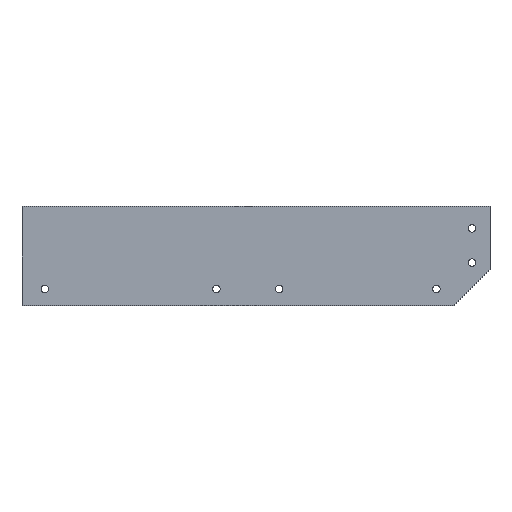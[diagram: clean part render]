
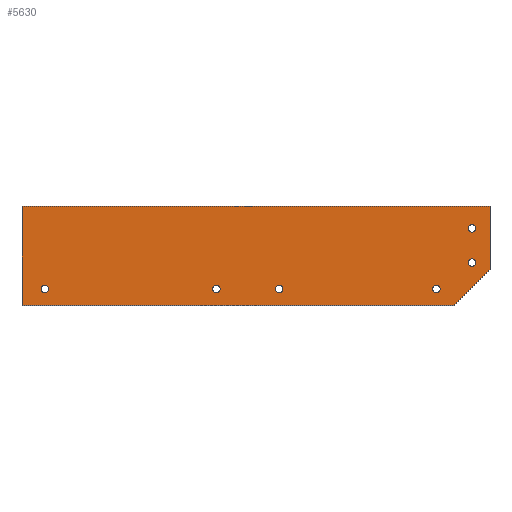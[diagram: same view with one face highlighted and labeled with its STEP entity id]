
A CAD part, top view. The second image highlights one B-rep face of the part: STEP entity #5630.
In plain terms, the highlighted planar face has unit normal (0, 0, 1).
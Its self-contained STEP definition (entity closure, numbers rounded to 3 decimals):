
#27=CIRCLE('',#5762,2.1);
#28=CIRCLE('',#5764,2.1);
#29=CIRCLE('',#5766,2.1);
#30=CIRCLE('',#5768,2.1);
#31=CIRCLE('',#5770,2.1);
#32=CIRCLE('',#5772,2.1);
#46=FACE_BOUND('',#751,.T.);
#47=FACE_BOUND('',#752,.T.);
#48=FACE_BOUND('',#753,.T.);
#49=FACE_BOUND('',#754,.T.);
#50=FACE_BOUND('',#755,.T.);
#51=FACE_BOUND('',#756,.T.);
#157=PLANE('',#5778);
#447=FACE_OUTER_BOUND('',#750,.T.);
#750=EDGE_LOOP('',(#5150,#5151,#5152,#5153,#5154));
#751=EDGE_LOOP('',(#5155));
#752=EDGE_LOOP('',(#5156));
#753=EDGE_LOOP('',(#5157));
#754=EDGE_LOOP('',(#5158));
#755=EDGE_LOOP('',(#5159));
#756=EDGE_LOOP('',(#5160));
#1223=LINE('',#9901,#1698);
#1227=LINE('',#9907,#1702);
#1228=LINE('',#9910,#1703);
#1230=LINE('',#9914,#1705);
#1232=LINE('',#9917,#1707);
#1698=VECTOR('',#6485,10.);
#1702=VECTOR('',#6491,10.);
#1703=VECTOR('',#6494,10.);
#1705=VECTOR('',#6498,10.);
#1707=VECTOR('',#6502,10.);
#2619=VERTEX_POINT('',#9875);
#2620=VERTEX_POINT('',#9879);
#2621=VERTEX_POINT('',#9883);
#2622=VERTEX_POINT('',#9887);
#2623=VERTEX_POINT('',#9891);
#2624=VERTEX_POINT('',#9895);
#2625=VERTEX_POINT('',#9899);
#2626=VERTEX_POINT('',#9900);
#2627=VERTEX_POINT('',#9905);
#2628=VERTEX_POINT('',#9909);
#2629=VERTEX_POINT('',#9913);
#3454=EDGE_CURVE('',#2619,#2619,#27,.T.);
#3456=EDGE_CURVE('',#2620,#2620,#28,.T.);
#3458=EDGE_CURVE('',#2621,#2621,#29,.T.);
#3460=EDGE_CURVE('',#2622,#2622,#30,.T.);
#3462=EDGE_CURVE('',#2623,#2623,#31,.T.);
#3464=EDGE_CURVE('',#2624,#2624,#32,.T.);
#3465=EDGE_CURVE('',#2625,#2626,#1223,.T.);
#3469=EDGE_CURVE('',#2626,#2627,#1227,.T.);
#3470=EDGE_CURVE('',#2628,#2625,#1228,.T.);
#3472=EDGE_CURVE('',#2629,#2628,#1230,.T.);
#3474=EDGE_CURVE('',#2627,#2629,#1232,.T.);
#5150=ORIENTED_EDGE('',*,*,#3465,.T.);
#5151=ORIENTED_EDGE('',*,*,#3469,.T.);
#5152=ORIENTED_EDGE('',*,*,#3474,.T.);
#5153=ORIENTED_EDGE('',*,*,#3472,.T.);
#5154=ORIENTED_EDGE('',*,*,#3470,.T.);
#5155=ORIENTED_EDGE('',*,*,#3454,.T.);
#5156=ORIENTED_EDGE('',*,*,#3456,.T.);
#5157=ORIENTED_EDGE('',*,*,#3458,.T.);
#5158=ORIENTED_EDGE('',*,*,#3460,.T.);
#5159=ORIENTED_EDGE('',*,*,#3462,.T.);
#5160=ORIENTED_EDGE('',*,*,#3464,.T.);
#5630=ADVANCED_FACE('',(#447,#46,#47,#48,#49,#50,#51),#157,.T.);
#5762=AXIS2_PLACEMENT_3D('',#9877,#6456,#6457);
#5764=AXIS2_PLACEMENT_3D('',#9881,#6461,#6462);
#5766=AXIS2_PLACEMENT_3D('',#9885,#6466,#6467);
#5768=AXIS2_PLACEMENT_3D('',#9889,#6471,#6472);
#5770=AXIS2_PLACEMENT_3D('',#9893,#6476,#6477);
#5772=AXIS2_PLACEMENT_3D('',#9897,#6481,#6482);
#5778=AXIS2_PLACEMENT_3D('',#9918,#6503,#6504);
#6456=DIRECTION('center_axis',(0.,0.,-1.));
#6457=DIRECTION('ref_axis',(-1.,0.,0.));
#6461=DIRECTION('center_axis',(0.,0.,-1.));
#6462=DIRECTION('ref_axis',(-1.,0.,0.));
#6466=DIRECTION('center_axis',(0.,0.,-1.));
#6467=DIRECTION('ref_axis',(-1.,0.,0.));
#6471=DIRECTION('center_axis',(0.,0.,-1.));
#6472=DIRECTION('ref_axis',(-1.,0.,0.));
#6476=DIRECTION('center_axis',(0.,0.,-1.));
#6477=DIRECTION('ref_axis',(-1.,0.,0.));
#6481=DIRECTION('center_axis',(0.,0.,-1.));
#6482=DIRECTION('ref_axis',(-1.,0.,0.));
#6485=DIRECTION('',(0.707,0.707,0.));
#6491=DIRECTION('',(0.,1.,0.));
#6494=DIRECTION('',(1.,0.,0.));
#6498=DIRECTION('',(0.,-1.,0.));
#6502=DIRECTION('',(-1.,0.,0.));
#6503=DIRECTION('center_axis',(0.,0.,1.));
#6504=DIRECTION('ref_axis',(1.,0.,0.));
#9875=CARTESIAN_POINT('',(252.1,42.863,4.));
#9877=CARTESIAN_POINT('Origin',(250.,42.863,4.));
#9879=CARTESIAN_POINT('',(252.1,23.813,4.));
#9881=CARTESIAN_POINT('Origin',(250.,23.813,4.));
#9883=CARTESIAN_POINT('',(144.975,9.116,4.));
#9885=CARTESIAN_POINT('Origin',(142.875,9.116,4.));
#9887=CARTESIAN_POINT('',(110.05,9.116,4.));
#9889=CARTESIAN_POINT('Origin',(107.95,9.116,4.));
#9891=CARTESIAN_POINT('',(232.288,9.116,4.));
#9893=CARTESIAN_POINT('Origin',(230.188,9.116,4.));
#9895=CARTESIAN_POINT('',(14.8,9.116,4.));
#9897=CARTESIAN_POINT('Origin',(12.7,9.116,4.));
#9899=CARTESIAN_POINT('',(240.,0.,4.));
#9900=CARTESIAN_POINT('',(260.,20.,4.));
#9901=CARTESIAN_POINT('',(219.375,-20.625,4.));
#9905=CARTESIAN_POINT('',(260.,55.,4.));
#9907=CARTESIAN_POINT('',(260.,0.,4.));
#9909=CARTESIAN_POINT('',(0.,0.,4.));
#9910=CARTESIAN_POINT('',(0.,0.,4.));
#9913=CARTESIAN_POINT('',(0.,55.,4.));
#9914=CARTESIAN_POINT('',(0.,55.,4.));
#9917=CARTESIAN_POINT('',(260.,55.,4.));
#9918=CARTESIAN_POINT('Origin',(130.,27.5,4.));
